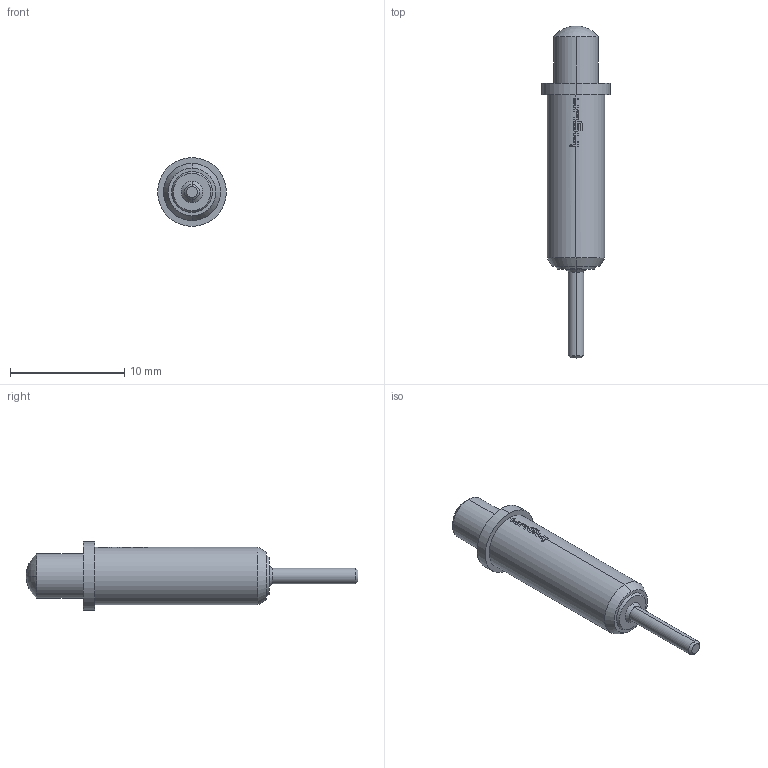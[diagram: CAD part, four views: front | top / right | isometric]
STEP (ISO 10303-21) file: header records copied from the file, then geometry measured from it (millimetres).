
FILE_DESCRIPTION (( 'STEP AP203' ), '1' );
FILE_NAME ('INGUN_GKS-364_205_400_N_xx01.STEP', '2022-01-31T08:02:10', ( 'ochi' ), ( '' ), 'SwSTEP 2.0', 'SolidWorks 2018', '' );
FILE_SCHEMA (( 'CONFIG_CONTROL_DESIGN' ));
Length unit declared in the file: millimetre
Products named in the file (1): INGUN_GKS-364_205_400_N_xx01
Bounding box: 6 x 29 x 6 mm (x, y, z)
Volume: 388.4 mm3; surface area: 391.5 mm2
Topology: 1 solids, 1 shells, 104 faces, 286 edges, 189 vertices
Faces by surface type: bspline 37, plane 30, cylinder 27, cone 8, sphere 2
Entity records: 4400 total; most frequent: CARTESIAN_POINT 2198, ORIENTED_EDGE 572, EDGE_CURVE 286, DIRECTION 230, B_SPLINE_CURVE_WITH_KNOTS 222, VERTEX_POINT 189, EDGE_LOOP 109, FACE_OUTER_BOUND 104
